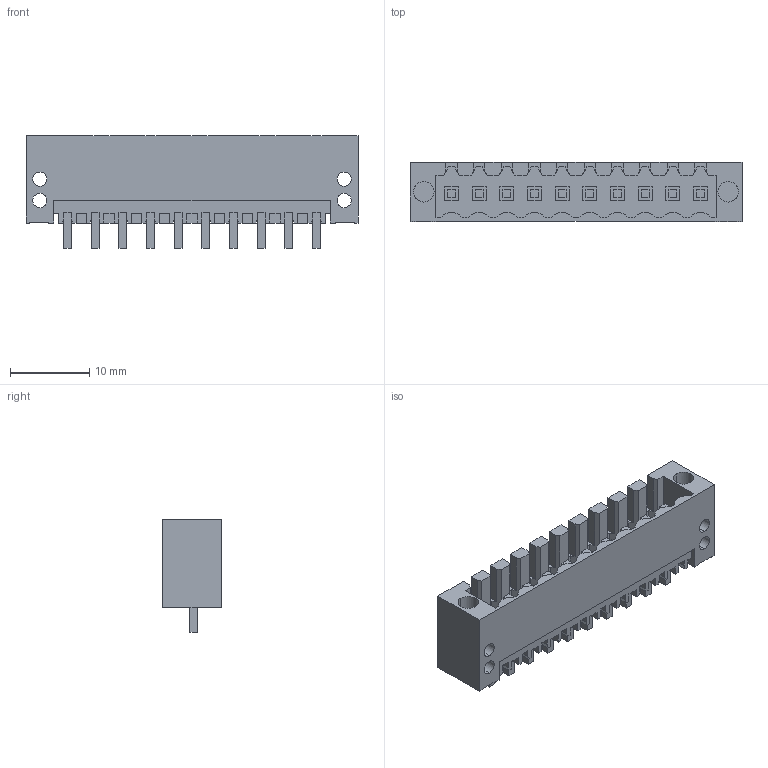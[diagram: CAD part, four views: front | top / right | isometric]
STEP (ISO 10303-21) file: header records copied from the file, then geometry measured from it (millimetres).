
FILE_DESCRIPTION(('CATIA V5 STEP Exchange','CAx-IF Rec.Pracs.--- Model Styling and Organization---1.2---2011-12-15'),'2;1');
FILE_NAME ('D1453306_0_1607580000_1607580000.stp','2018-03-12T12:35:02+00:00',('none'),('Weidmueller'),'CATIA Version 5-6 Release 2014','CATIA V5 STEP AP214','none');
FILE_SCHEMA(('AUTOMOTIVE_DESIGN { 1 0 10303 214 1 1 1 1 }'));
Length unit declared in the file: millimetre
Products named in the file (1): 1607580000
Bounding box: 42 x 7.45 x 14.25 mm (x, y, z)
Volume: 1463.1 mm3; surface area: 3811.1 mm2
Topology: 11 solids, 11 shells, 636 faces, 1835 edges, 1235 vertices
Faces by surface type: plane 604, cylinder 32
Entity records: 19920 total; most frequent: ORIENTED_EDGE 3662, CARTESIAN_POINT 3503, DIRECTION 2605, EDGE_CURVE 1831, VECTOR 1767, LINE 1767, VERTEX_POINT 1233, EDGE_LOOP 686
